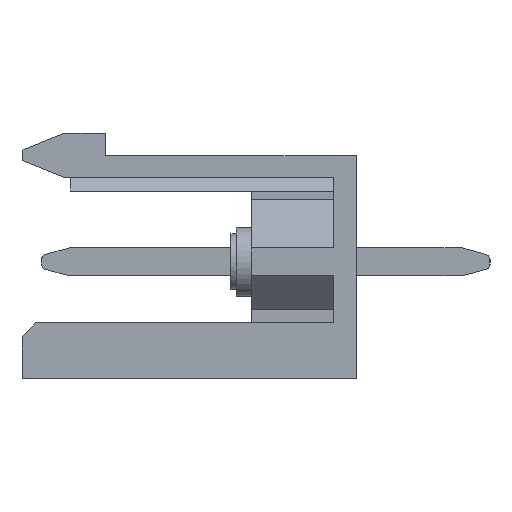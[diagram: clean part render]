
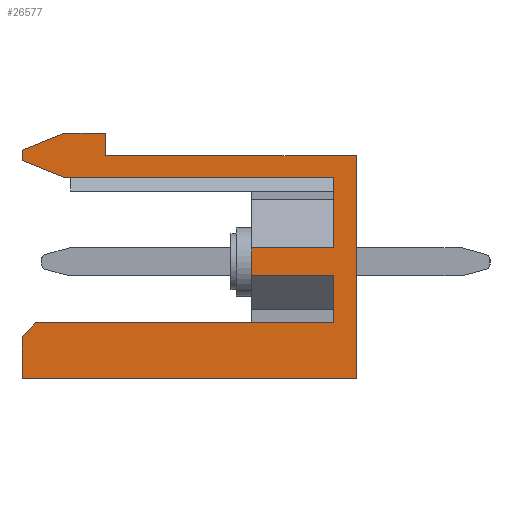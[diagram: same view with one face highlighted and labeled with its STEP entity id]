
A CAD part, left-side view. The second image highlights one B-rep face of the part: STEP entity #26577.
In plain terms, the highlighted planar face has unit normal (-1, 0, 0).
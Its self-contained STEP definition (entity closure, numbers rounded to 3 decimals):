
#402 = EDGE_CURVE ( 'NONE', #21613, #3968, #13246, .T. ) ;
#843 = VECTOR ( 'NONE', #28736, 1000. ) ;
#1121 = VECTOR ( 'NONE', #12784, 1000. ) ;
#1134 = EDGE_CURVE ( 'NONE', #7539, #24174, #10732, .T. ) ;
#1575 = DIRECTION ( 'NONE',  ( 1., 0., 0. ) ) ;
#1890 = LINE ( 'NONE', #19525, #19703 ) ;
#1924 = CARTESIAN_POINT ( 'NONE',  ( 0., 3.75, -3.31 ) ) ;
#2097 = EDGE_CURVE ( 'NONE', #24346, #16637, #8955, .T. ) ;
#2920 = VERTEX_POINT ( 'NONE', #4264 ) ;
#3800 = CARTESIAN_POINT ( 'NONE',  ( 0., 10.5, 0.8 ) ) ;
#3963 = VERTEX_POINT ( 'NONE', #27789 ) ;
#3968 = VERTEX_POINT ( 'NONE', #27696 ) ;
#4101 = CARTESIAN_POINT ( 'NONE',  ( 0., 3.75, -4.31 ) ) ;
#4175 = CARTESIAN_POINT ( 'NONE',  ( 0., 12., 0.2 ) ) ;
#4264 = CARTESIAN_POINT ( 'NONE',  ( 0., 0.8, -6. ) ) ;
#4400 = DIRECTION ( 'NONE',  ( 0., 0., 1. ) ) ;
#4426 = LINE ( 'NONE', #6284, #9683 ) ;
#4474 = EDGE_CURVE ( 'NONE', #3963, #11678, #1890, .T. ) ;
#4930 = DIRECTION ( 'NONE',  ( 0., 0., 1. ) ) ;
#4956 = LINE ( 'NONE', #17715, #15472 ) ;
#4961 = CARTESIAN_POINT ( 'NONE',  ( 0., 0.8, -0.77 ) ) ;
#5450 = EDGE_CURVE ( 'NONE', #2920, #3968, #10247, .T. ) ;
#5740 = DIRECTION ( 'NONE',  ( 0., 0.928, 0.371 ) ) ;
#5901 = VERTEX_POINT ( 'NONE', #24645 ) ;
#6044 = DIRECTION ( 'NONE',  ( 0., -1., 0. ) ) ;
#6284 = CARTESIAN_POINT ( 'NONE',  ( 0., 0., 0. ) ) ;
#6559 = FACE_OUTER_BOUND ( 'NONE', #16185, .T. ) ;
#6829 = AXIS2_PLACEMENT_3D ( 'NONE', #15002, #1575, #17247 ) ;
#6892 = DIRECTION ( 'NONE',  ( 0., 0., 1. ) ) ;
#6931 = CARTESIAN_POINT ( 'NONE',  ( 0., 0.8, -0.77 ) ) ;
#7270 = VECTOR ( 'NONE', #24468, 1000. ) ;
#7455 = LINE ( 'NONE', #10164, #12017 ) ;
#7539 = VERTEX_POINT ( 'NONE', #14205 ) ;
#8082 = EDGE_CURVE ( 'NONE', #16250, #20701, #14339, .T. ) ;
#8364 = VECTOR ( 'NONE', #6892, 1000. ) ;
#8955 = LINE ( 'NONE', #22537, #19400 ) ;
#9439 = CARTESIAN_POINT ( 'NONE',  ( 0., 0.8, -0.77 ) ) ;
#9521 = VECTOR ( 'NONE', #17592, 1000. ) ;
#9601 = CARTESIAN_POINT ( 'NONE',  ( 0., 9.01, 0. ) ) ;
#9683 = VECTOR ( 'NONE', #24068, 1000. ) ;
#10034 = VECTOR ( 'NONE', #15437, 1000. ) ;
#10164 = CARTESIAN_POINT ( 'NONE',  ( 0., 12., -0.17 ) ) ;
#10247 = LINE ( 'NONE', #4961, #21371 ) ;
#10525 = CARTESIAN_POINT ( 'NONE',  ( 0., 0.8, -6. ) ) ;
#10732 = LINE ( 'NONE', #15238, #10034 ) ;
#11092 = CARTESIAN_POINT ( 'NONE',  ( 0., 10.5, 0.8 ) ) ;
#11381 = VERTEX_POINT ( 'NONE', #12520 ) ;
#11529 = DIRECTION ( 'NONE',  ( 0., 0., -1. ) ) ;
#11678 = VERTEX_POINT ( 'NONE', #22372 ) ;
#11910 = CARTESIAN_POINT ( 'NONE',  ( 0., 0.8, -3.31 ) ) ;
#12005 = CARTESIAN_POINT ( 'NONE',  ( 0., 10.5, -0.77 ) ) ;
#12017 = VECTOR ( 'NONE', #5740, 1000. ) ;
#12090 = VERTEX_POINT ( 'NONE', #19541 ) ;
#12219 = EDGE_CURVE ( 'NONE', #24174, #5901, #24534, .T. ) ;
#12448 = ORIENTED_EDGE ( 'NONE', *, *, #25205, .T. ) ;
#12520 = CARTESIAN_POINT ( 'NONE',  ( 0., 0., 0. ) ) ;
#12784 = DIRECTION ( 'NONE',  ( 0., -1., 0. ) ) ;
#13116 = EDGE_CURVE ( 'NONE', #16298, #7539, #7455, .T. ) ;
#13193 = CARTESIAN_POINT ( 'NONE',  ( 0., 9.01, 0. ) ) ;
#13246 = LINE ( 'NONE', #20128, #7270 ) ;
#14205 = CARTESIAN_POINT ( 'NONE',  ( 0., 12., -0.17 ) ) ;
#14339 = LINE ( 'NONE', #6931, #8364 ) ;
#15002 = CARTESIAN_POINT ( 'NONE',  ( 0., 0., 0. ) ) ;
#15178 = ORIENTED_EDGE ( 'NONE', *, *, #8082, .F. ) ;
#15238 = CARTESIAN_POINT ( 'NONE',  ( 0., 12., -0.17 ) ) ;
#15437 = DIRECTION ( 'NONE',  ( 0., 0., 1. ) ) ;
#15472 = VECTOR ( 'NONE', #4400, 1000. ) ;
#15500 = VECTOR ( 'NONE', #25118, 1000. ) ;
#15976 = CARTESIAN_POINT ( 'NONE',  ( 0., 11.5, -6. ) ) ;
#16185 = EDGE_LOOP ( 'NONE', ( #24878, #12448, #27991, #27931, #25910, #24535, #24687, #25166, #28277, #27877, #27768, #27327, #15178, #20189, #21519, #21118, #28121 ) ) ;
#16250 = VERTEX_POINT ( 'NONE', #11910 ) ;
#16298 = VERTEX_POINT ( 'NONE', #12005 ) ;
#16637 = VERTEX_POINT ( 'NONE', #13193 ) ;
#17247 = DIRECTION ( 'NONE',  ( 0., 0., -1. ) ) ;
#17592 = DIRECTION ( 'NONE',  ( 0., -1., 0. ) ) ;
#17715 = CARTESIAN_POINT ( 'NONE',  ( 0., 12., -8. ) ) ;
#17840 = EDGE_CURVE ( 'NONE', #20436, #16250, #26490, .T. ) ;
#17847 = VECTOR ( 'NONE', #25012, 1000. ) ;
#18353 = EDGE_CURVE ( 'NONE', #21143, #2920, #18959, .T. ) ;
#18819 = VECTOR ( 'NONE', #21518, 1000. ) ;
#18827 = LINE ( 'NONE', #22781, #17847 ) ;
#18959 = LINE ( 'NONE', #10525, #1121 ) ;
#19400 = VECTOR ( 'NONE', #20622, 1000. ) ;
#19525 = CARTESIAN_POINT ( 'NONE',  ( 0., 0., -8. ) ) ;
#19541 = CARTESIAN_POINT ( 'NONE',  ( 0., 12., -6.5 ) ) ;
#19703 = VECTOR ( 'NONE', #19715, 1000. ) ;
#19715 = DIRECTION ( 'NONE',  ( 0., 1., 0. ) ) ;
#19759 = EDGE_CURVE ( 'NONE', #5901, #24346, #25047, .T. ) ;
#20128 = CARTESIAN_POINT ( 'NONE',  ( 0., 3.75, -4.31 ) ) ;
#20180 = LINE ( 'NONE', #28022, #18819 ) ;
#20189 = ORIENTED_EDGE ( 'NONE', *, *, #17840, .F. ) ;
#20199 = VECTOR ( 'NONE', #11529, 1000. ) ;
#20348 = EDGE_CURVE ( 'NONE', #20701, #16298, #20180, .T. ) ;
#20436 = VERTEX_POINT ( 'NONE', #24081 ) ;
#20622 = DIRECTION ( 'NONE',  ( 0., 0., -1. ) ) ;
#20701 = VERTEX_POINT ( 'NONE', #9439 ) ;
#21118 = ORIENTED_EDGE ( 'NONE', *, *, #402, .T. ) ;
#21143 = VERTEX_POINT ( 'NONE', #15976 ) ;
#21371 = VECTOR ( 'NONE', #4930, 1000. ) ;
#21518 = DIRECTION ( 'NONE',  ( 0., 1., 0. ) ) ;
#21519 = ORIENTED_EDGE ( 'NONE', *, *, #25753, .T. ) ;
#21613 = VERTEX_POINT ( 'NONE', #4101 ) ;
#22372 = CARTESIAN_POINT ( 'NONE',  ( 0., 12., -8. ) ) ;
#22537 = CARTESIAN_POINT ( 'NONE',  ( 0., 9.01, 0.8 ) ) ;
#22781 = CARTESIAN_POINT ( 'NONE',  ( 0., 11.5, -6. ) ) ;
#23316 = EDGE_CURVE ( 'NONE', #16637, #11381, #24459, .T. ) ;
#23652 = EDGE_CURVE ( 'NONE', #11678, #12090, #4956, .T. ) ;
#23667 = VECTOR ( 'NONE', #6044, 1000. ) ;
#24068 = DIRECTION ( 'NONE',  ( 0., 0., -1. ) ) ;
#24081 = CARTESIAN_POINT ( 'NONE',  ( 0., 3.75, -3.31 ) ) ;
#24174 = VERTEX_POINT ( 'NONE', #4175 ) ;
#24346 = VERTEX_POINT ( 'NONE', #26880 ) ;
#24459 = LINE ( 'NONE', #9601, #15500 ) ;
#24468 = DIRECTION ( 'NONE',  ( 0., -1., 0. ) ) ;
#24534 = LINE ( 'NONE', #11092, #843 ) ;
#24535 = ORIENTED_EDGE ( 'NONE', *, *, #23316, .F. ) ;
#24645 = CARTESIAN_POINT ( 'NONE',  ( 0., 10.5, 0.8 ) ) ;
#24687 = ORIENTED_EDGE ( 'NONE', *, *, #2097, .F. ) ;
#24878 = ORIENTED_EDGE ( 'NONE', *, *, #18353, .F. ) ;
#25012 = DIRECTION ( 'NONE',  ( 0., 0.707, -0.707 ) ) ;
#25047 = LINE ( 'NONE', #3800, #23667 ) ;
#25118 = DIRECTION ( 'NONE',  ( 0., -1., 0. ) ) ;
#25166 = ORIENTED_EDGE ( 'NONE', *, *, #19759, .F. ) ;
#25205 = EDGE_CURVE ( 'NONE', #21143, #12090, #18827, .T. ) ;
#25753 = EDGE_CURVE ( 'NONE', #20436, #21613, #26733, .T. ) ;
#25910 = ORIENTED_EDGE ( 'NONE', *, *, #27713, .F. ) ;
#25990 = PLANE ( 'NONE',  #6829 ) ;
#26490 = LINE ( 'NONE', #1924, #9521 ) ;
#26577 = ADVANCED_FACE ( 'NONE', ( #6559 ), #25990, .F. ) ;
#26733 = LINE ( 'NONE', #26984, #20199 ) ;
#26880 = CARTESIAN_POINT ( 'NONE',  ( 0., 9.01, 0.8 ) ) ;
#26984 = CARTESIAN_POINT ( 'NONE',  ( 0., 3.75, -3.31 ) ) ;
#27327 = ORIENTED_EDGE ( 'NONE', *, *, #20348, .F. ) ;
#27696 = CARTESIAN_POINT ( 'NONE',  ( 0., 0.8, -4.31 ) ) ;
#27713 = EDGE_CURVE ( 'NONE', #11381, #3963, #4426, .T. ) ;
#27768 = ORIENTED_EDGE ( 'NONE', *, *, #13116, .F. ) ;
#27789 = CARTESIAN_POINT ( 'NONE',  ( 0., 0., -8. ) ) ;
#27877 = ORIENTED_EDGE ( 'NONE', *, *, #1134, .F. ) ;
#27931 = ORIENTED_EDGE ( 'NONE', *, *, #4474, .F. ) ;
#27991 = ORIENTED_EDGE ( 'NONE', *, *, #23652, .F. ) ;
#28022 = CARTESIAN_POINT ( 'NONE',  ( 0., 10.5, -0.77 ) ) ;
#28121 = ORIENTED_EDGE ( 'NONE', *, *, #5450, .F. ) ;
#28277 = ORIENTED_EDGE ( 'NONE', *, *, #12219, .F. ) ;
#28736 = DIRECTION ( 'NONE',  ( 0., -0.928, 0.371 ) ) ;
